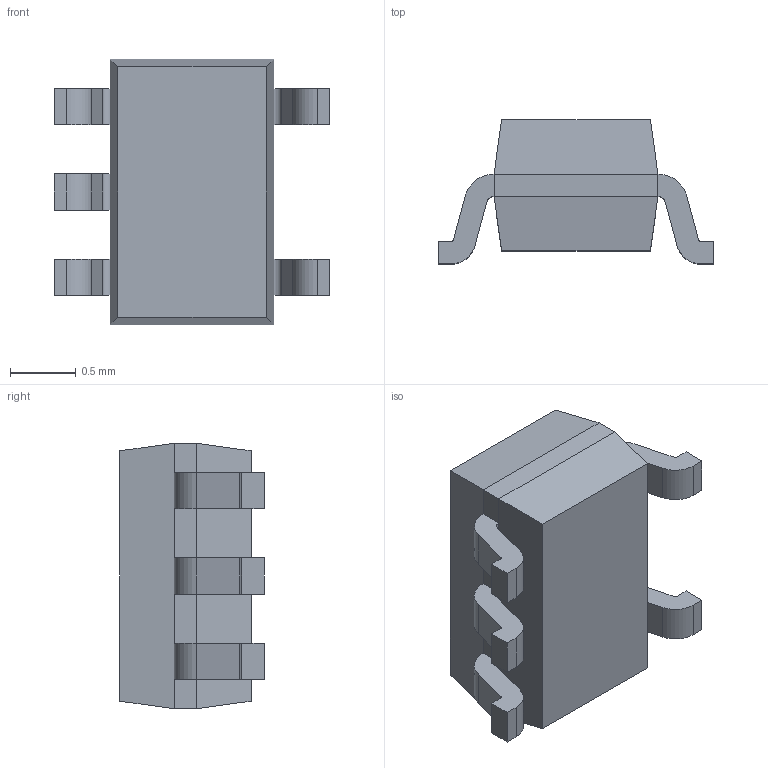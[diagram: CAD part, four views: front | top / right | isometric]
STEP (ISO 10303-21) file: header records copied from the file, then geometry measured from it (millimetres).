
FILE_DESCRIPTION (( 'STEP AP214' ), '1' );
FILE_NAME ('MCP9700AT-E_LT.STEP', '2024-02-08T12:54:10', ( 'LENOVO' ), ( '' ), 'SwSTEP 2.0', 'SolidWorks 2021', '' );
FILE_SCHEMA (( 'AUTOMOTIVE_DESIGN' ));
Length unit declared in the file: millimetre
Products named in the file (1): MCP9700AT-E_LT
Bounding box: 2.1 x 1.1 x 2.02 mm (x, y, z)
Volume: 2.6 mm3; surface area: 14.6 mm2
Topology: 6 solids, 6 shells, 74 faces, 178 edges, 116 vertices
Faces by surface type: plane 54, cylinder 20
Entity records: 2217 total; most frequent: CARTESIAN_POINT 369, DIRECTION 368, ORIENTED_EDGE 356, EDGE_CURVE 178, VECTOR 138, LINE 138, VERTEX_POINT 116, AXIS2_PLACEMENT_3D 115
